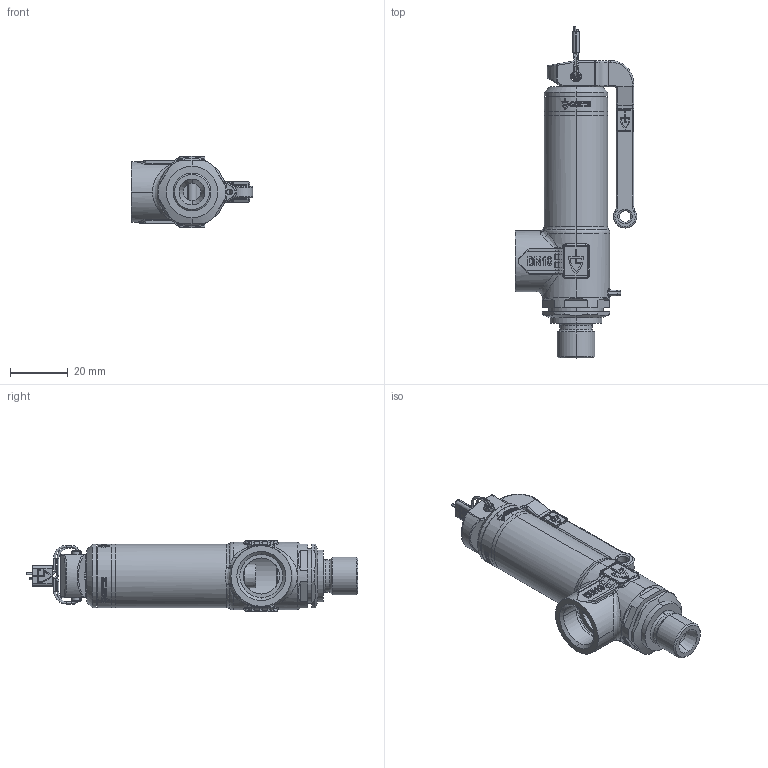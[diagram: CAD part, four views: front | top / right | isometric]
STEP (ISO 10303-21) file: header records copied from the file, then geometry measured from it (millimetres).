
FILE_DESCRIPTION (( 'STEP AP214' ), '1' );
FILE_NAME ('2400sGFL-10-m+f-8+10.STEP', '2016-02-26T06:33:00', ( '' ), ( '' ), 'SwSTEP 2.0', 'SolidWorks 2014', '' );
FILE_SCHEMA (( 'AUTOMOTIVE_DESIGN' ));
Length unit declared in the file: millimetre
Products named in the file (1): 2400sGFL-10-m+f-8+10
Bounding box: 42 x 115 x 24.6 mm (x, y, z)
Volume: 23975.6 mm3; surface area: 19901.5 mm2
Topology: 8 solids, 8 shells, 923 faces, 2696 edges, 1881 vertices
Faces by surface type: cylinder 356, plane 323, torus 103, bspline 90, cone 35, sphere 16
Entity records: 47306 total; most frequent: CARTESIAN_POINT 12416, ORIENTED_EDGE 5372, DIRECTION 5005, EDGE_CURVE 2686, AXIS2_PLACEMENT_3D 1882, VERTEX_POINT 1881, LINE 1241, VECTOR 1241
